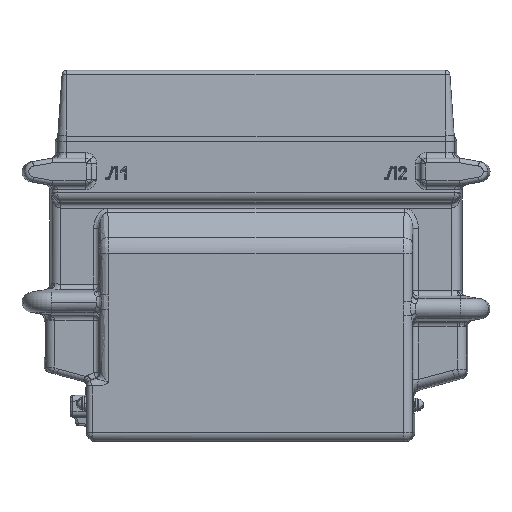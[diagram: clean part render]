
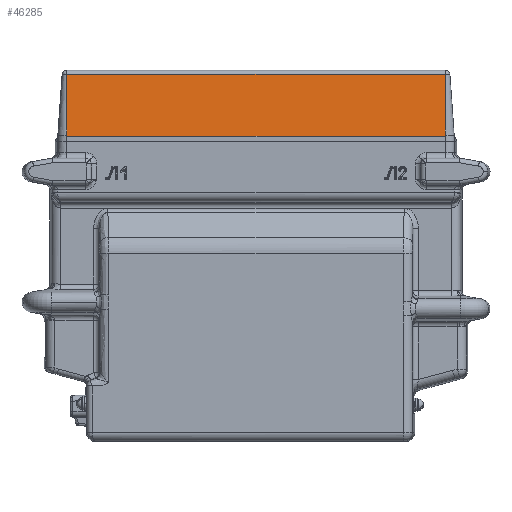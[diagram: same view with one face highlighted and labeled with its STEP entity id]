
A CAD part, top view. The second image highlights one B-rep face of the part: STEP entity #46285.
In plain terms, the highlighted planar face has unit normal (0, 0.07, 0.998).
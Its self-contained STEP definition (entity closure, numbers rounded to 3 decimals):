
#378 = VECTOR ( 'NONE', #3288, 1000. ) ;
#380 = LINE ( 'NONE', #3257, #378 ) ;
#625 = FACE_OUTER_BOUND ( 'NONE', #41432, .T. ) ;
#690 = VECTOR ( 'NONE', #9153, 1000. ) ;
#695 = LINE ( 'NONE', #9152, #690 ) ;
#3124 = CARTESIAN_POINT ( 'NONE',  ( -309.793, 274.001, 79.9 ) ) ;
#3223 = CARTESIAN_POINT ( 'NONE',  ( -309.784, 274., 79.9 ) ) ;
#3225 = CARTESIAN_POINT ( 'NONE',  ( -309.775, 274., 79.9 ) ) ;
#3226 = CARTESIAN_POINT ( 'NONE',  ( -309.766, 274., 79.9 ) ) ;
#3257 = CARTESIAN_POINT ( 'NONE',  ( 99.733, 274., 79.9 ) ) ;
#3288 = DIRECTION ( 'NONE',  ( -1., 0., 0. ) ) ;
#3829 = CARTESIAN_POINT ( 'NONE',  ( 29.766, 274., 79.9 ) ) ;
#3875 = CARTESIAN_POINT ( 'NONE',  ( 29.775, 274., 79.9 ) ) ;
#3876 = CARTESIAN_POINT ( 'NONE',  ( 29.784, 274., 79.9 ) ) ;
#3877 = CARTESIAN_POINT ( 'NONE',  ( 29.793, 274.001, 79.9 ) ) ;
#4900 = CARTESIAN_POINT ( 'NONE',  ( -309.766, 274., 79.9 ) ) ;
#4902 = CARTESIAN_POINT ( 'NONE',  ( -309.793, 274.001, 79.9 ) ) ;
#4906 = CARTESIAN_POINT ( 'NONE',  ( 29.766, 274., 79.9 ) ) ;
#4952 = CARTESIAN_POINT ( 'NONE',  ( 29.793, 274.001, 79.9 ) ) ;
#5025 = CARTESIAN_POINT ( 'NONE',  ( -309.973, 329.279, 76.036 ) ) ;
#5027 = CARTESIAN_POINT ( 'NONE',  ( 29.973, 329.279, 76.036 ) ) ;
#5859 = PLANE ( 'NONE',  #31438 ) ;
#5860 = CARTESIAN_POINT ( 'NONE',  ( 99.625, 333., 75.776 ) ) ;
#5891 = DIRECTION ( 'NONE',  ( 0., 0.07, 0.998 ) ) ;
#5892 = DIRECTION ( 'NONE',  ( 0., -0.998, 0.07 ) ) ;
#9152 = CARTESIAN_POINT ( 'NONE',  ( 99.625, 329.279, 76.036 ) ) ;
#9153 = DIRECTION ( 'NONE',  ( -1., 0., 0. ) ) ;
#9252 = CARTESIAN_POINT ( 'NONE',  ( 29.793, 274.001, 79.9 ) ) ;
#9256 = CARTESIAN_POINT ( 'NONE',  ( -309.973, 329.279, 76.036 ) ) ;
#9257 = CARTESIAN_POINT ( 'NONE',  ( 28.638, 292.347, 78.618 ) ) ;
#9258 = CARTESIAN_POINT ( 'NONE',  ( 30.791, 310.911, 77.32 ) ) ;
#9259 = CARTESIAN_POINT ( 'NONE',  ( 29.973, 329.279, 76.036 ) ) ;
#9261 = CARTESIAN_POINT ( 'NONE',  ( -310.791, 310.911, 77.32 ) ) ;
#9262 = CARTESIAN_POINT ( 'NONE',  ( -308.638, 292.347, 78.618 ) ) ;
#9263 = CARTESIAN_POINT ( 'NONE',  ( -309.793, 274.001, 79.9 ) ) ;
#31438 = AXIS2_PLACEMENT_3D ( 'NONE', #5860, #5891, #5892 ) ;
#39748 = EDGE_CURVE ( 'NONE', #42595, #42593, #61344, .T. ) ;
#39765 = EDGE_CURVE ( 'NONE', #42599, #42593, #380, .T. ) ;
#39911 = EDGE_CURVE ( 'NONE', #42599, #42645, #61383, .T. ) ;
#41097 = ORIENTED_EDGE ( 'NONE', *, *, #39765, .F. ) ;
#41115 = ORIENTED_EDGE ( 'NONE', *, *, #39748, .T. ) ;
#41118 = ORIENTED_EDGE ( 'NONE', *, *, #47759, .T. ) ;
#41174 = ORIENTED_EDGE ( 'NONE', *, *, #47762, .T. ) ;
#41204 = ORIENTED_EDGE ( 'NONE', *, *, #39911, .T. ) ;
#41211 = ORIENTED_EDGE ( 'NONE', *, *, #47720, .T. ) ;
#41432 = EDGE_LOOP ( 'NONE', ( #41118, #41211, #41174, #41115, #41097, #41204 ) ) ;
#42593 = VERTEX_POINT ( 'NONE', #4900 ) ;
#42595 = VERTEX_POINT ( 'NONE', #4902 ) ;
#42599 = VERTEX_POINT ( 'NONE', #4906 ) ;
#42645 = VERTEX_POINT ( 'NONE', #4952 ) ;
#42718 = VERTEX_POINT ( 'NONE', #5025 ) ;
#42720 = VERTEX_POINT ( 'NONE', #5027 ) ;
#46285 = ADVANCED_FACE ( 'NONE', ( #625 ), #5859, .T. ) ;
#47720 = EDGE_CURVE ( 'NONE', #42720, #42718, #695, .T. ) ;
#47759 = EDGE_CURVE ( 'NONE', #42645, #42720, #61407, .T. ) ;
#47762 = EDGE_CURVE ( 'NONE', #42718, #42595, #61408, .T. ) ;
#61344 = B_SPLINE_CURVE_WITH_KNOTS ( 'NONE', 3,
 ( #3124, #3223, #3225, #3226 ),
 .UNSPECIFIED., .F., .F.,
 ( 4, 4 ),
 ( 0., 0. ),
 .UNSPECIFIED. ) ;
#61383 = B_SPLINE_CURVE_WITH_KNOTS ( 'NONE', 3,
 ( #3829, #3875, #3876, #3877 ),
 .UNSPECIFIED., .F., .F.,
 ( 4, 4 ),
 ( 0., 0. ),
 .UNSPECIFIED. ) ;
#61407 = B_SPLINE_CURVE_WITH_KNOTS ( 'NONE', 3,
 ( #9252, #9257, #9258, #9259 ),
 .UNSPECIFIED., .F., .F.,
 ( 4, 4 ),
 ( 0.402, 0.587 ),
 .UNSPECIFIED. ) ;
#61408 = B_SPLINE_CURVE_WITH_KNOTS ( 'NONE', 3,
 ( #9256, #9261, #9262, #9263 ),
 .UNSPECIFIED., .F., .F.,
 ( 4, 4 ),
 ( 0.413, 0.598 ),
 .UNSPECIFIED. ) ;
